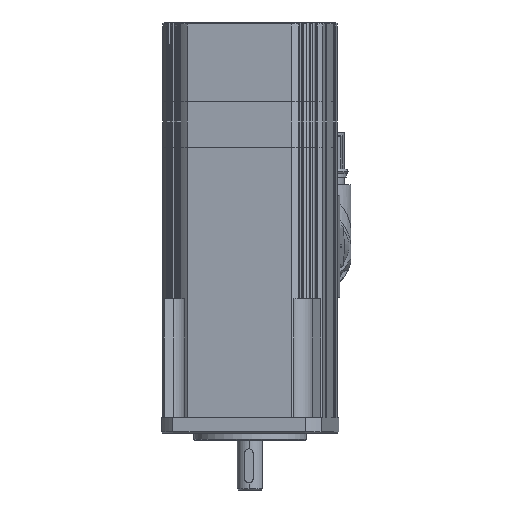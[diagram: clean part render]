
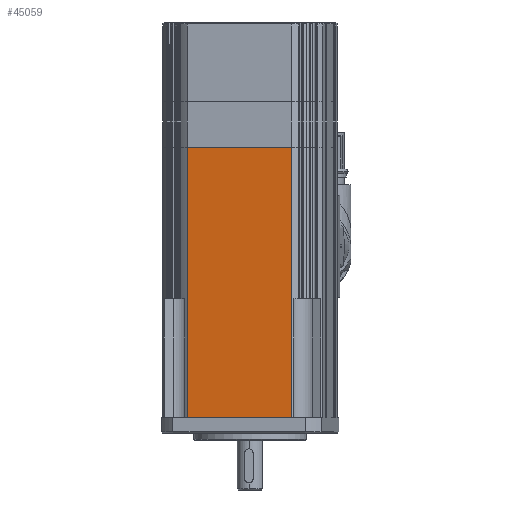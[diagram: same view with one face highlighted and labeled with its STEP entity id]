
A CAD part, front view. The second image highlights one B-rep face of the part: STEP entity #45059.
In plain terms, the highlighted planar face has unit normal (-0.134, -0.991, 0).
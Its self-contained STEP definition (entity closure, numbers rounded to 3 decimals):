
#19174=CARTESIAN_POINT('',(-43.099,-73.416,-111.688));
#19175=VERTEX_POINT('',#19174);
#20481=CARTESIAN_POINT('',(-79.845,-68.446,-111.688));
#20482=VERTEX_POINT('',#20481);
#21140=CARTESIAN_POINT('',(-79.845,-68.446,-111.688));
#21141=DIRECTION('',(0.991,-0.134,0.));
#21142=VECTOR('',#21141,37.081);
#21143=LINE('',#21140,#21142);
#21144=EDGE_CURVE('',#20482,#19175,#21143,.T.);
#27454=CARTESIAN_POINT('',(-43.099,-73.416,-207.188));
#27455=VERTEX_POINT('',#27454);
#28089=CARTESIAN_POINT('',(-79.845,-68.446,-207.188));
#28090=VERTEX_POINT('',#28089);
#28091=CARTESIAN_POINT('',(-43.099,-73.416,-207.188));
#28092=DIRECTION('',(-0.991,0.134,0.));
#28093=VECTOR('',#28092,37.081);
#28094=LINE('',#28091,#28093);
#28095=EDGE_CURVE('',#27455,#28090,#28094,.T.);
#45038=CARTESIAN_POINT('',(-61.472,-70.931,-207.188));
#45039=DIRECTION('',(-0.134,-0.991,0.));
#45040=DIRECTION('',(0.0,0.0,-1.0));
#45041=AXIS2_PLACEMENT_3D('',#45038,#45039,#45040);
#45042=PLANE('',#45041);
#45043=ORIENTED_EDGE('',*,*,#21144,.F.);
#45044=CARTESIAN_POINT('',(-79.845,-68.446,-207.188));
#45045=DIRECTION('',(0.0,0.0,1.0));
#45046=VECTOR('',#45045,95.5);
#45047=LINE('',#45044,#45046);
#45048=EDGE_CURVE('',#28090,#20482,#45047,.T.);
#45049=ORIENTED_EDGE('',*,*,#45048,.F.);
#45050=ORIENTED_EDGE('',*,*,#28095,.F.);
#45051=CARTESIAN_POINT('',(-43.099,-73.416,-207.188));
#45052=DIRECTION('',(0.0,0.0,1.0));
#45053=VECTOR('',#45052,95.5);
#45054=LINE('',#45051,#45053);
#45055=EDGE_CURVE('',#27455,#19175,#45054,.T.);
#45056=ORIENTED_EDGE('',*,*,#45055,.T.);
#45057=EDGE_LOOP('',(#45043,#45049,#45050,#45056));
#45058=FACE_OUTER_BOUND('',#45057,.T.);
#45059=ADVANCED_FACE('',(#45058),#45042,.T.);
